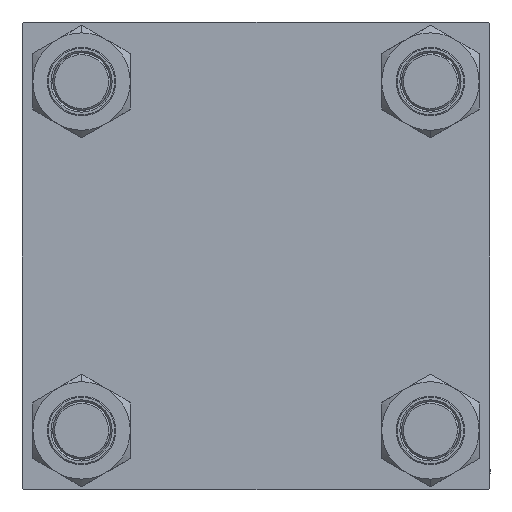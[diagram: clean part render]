
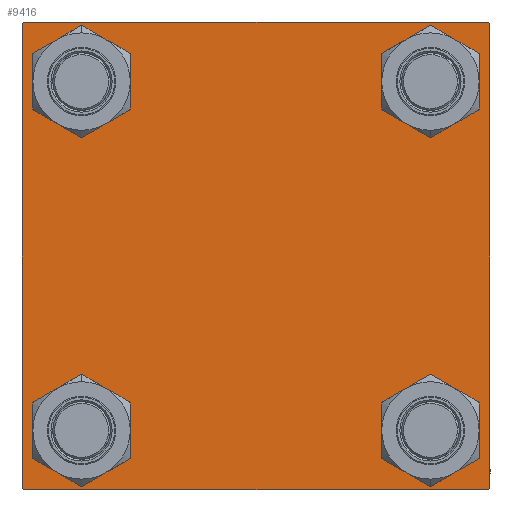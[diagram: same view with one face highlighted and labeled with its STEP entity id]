
A CAD part, left-side view. The second image highlights one B-rep face of the part: STEP entity #9416.
In plain terms, the highlighted planar face has unit normal (-1, 0, 0).
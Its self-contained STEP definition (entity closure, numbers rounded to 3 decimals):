
#60 = DIRECTION ( 'NONE',  ( 0., 0., 1. ) ) ;
#551 = ORIENTED_EDGE ( 'NONE', *, *, #39045, .T. ) ;
#964 = AXIS2_PLACEMENT_3D ( 'NONE', #7820, #18750, #3931 ) ;
#1093 = CIRCLE ( 'NONE', #36579, 8.5 ) ;
#1383 = VERTEX_POINT ( 'NONE', #1704 ) ;
#1433 = CARTESIAN_POINT ( 'NONE',  ( 0., 65., 65. ) ) ;
#1503 = CIRCLE ( 'NONE', #28705, 8.5 ) ;
#1557 = CIRCLE ( 'NONE', #41997, 8.5 ) ;
#1704 = CARTESIAN_POINT ( 'NONE',  ( 0., -48.45, -39.95 ) ) ;
#1915 = EDGE_CURVE ( 'NONE', #44399, #34509, #31803, .T. ) ;
#1921 = CARTESIAN_POINT ( 'NONE',  ( 0., 48.45, -48.45 ) ) ;
#2317 = EDGE_CURVE ( 'NONE', #44399, #48728, #39707, .T. ) ;
#2596 = VECTOR ( 'NONE', #28045, 1000. ) ;
#2616 = VECTOR ( 'NONE', #15795, 1000. ) ;
#2766 = FACE_BOUND ( 'NONE', #31430, .T. ) ;
#3659 = VERTEX_POINT ( 'NONE', #40056 ) ;
#3764 = PLANE ( 'NONE',  #25833 ) ;
#3931 = DIRECTION ( 'NONE',  ( 0., 0., 1. ) ) ;
#4540 = CARTESIAN_POINT ( 'NONE',  ( 0., -48.45, 48.45 ) ) ;
#4633 = EDGE_CURVE ( 'NONE', #8047, #10932, #29926, .T. ) ;
#4827 = CARTESIAN_POINT ( 'NONE',  ( 0., -64.75, 64.75 ) ) ;
#5109 = CIRCLE ( 'NONE', #28294, 8.5 ) ;
#5220 = DIRECTION ( 'NONE',  ( 1., 0., 0. ) ) ;
#5722 = EDGE_CURVE ( 'NONE', #28441, #21206, #5109, .T. ) ;
#5734 = ORIENTED_EDGE ( 'NONE', *, *, #16754, .T. ) ;
#5783 = VERTEX_POINT ( 'NONE', #21534 ) ;
#5847 = DIRECTION ( 'NONE',  ( 0., 0., 1. ) ) ;
#6063 = EDGE_CURVE ( 'NONE', #21206, #28441, #1093, .T. ) ;
#6070 = ORIENTED_EDGE ( 'NONE', *, *, #30882, .T. ) ;
#6323 = LINE ( 'NONE', #48438, #25012 ) ;
#6710 = CARTESIAN_POINT ( 'NONE',  ( 0., 64.5, 65. ) ) ;
#6908 = CARTESIAN_POINT ( 'NONE',  ( 0., 0., 0. ) ) ;
#7784 = CARTESIAN_POINT ( 'NONE',  ( 0., -48.45, 48.45 ) ) ;
#7820 = CARTESIAN_POINT ( 'NONE',  ( 0., 48.45, 48.45 ) ) ;
#7901 = DIRECTION ( 'NONE',  ( 1., 0., 0. ) ) ;
#8047 = VERTEX_POINT ( 'NONE', #49090 ) ;
#8236 = EDGE_LOOP ( 'NONE', ( #11549, #15910 ) ) ;
#8387 = VECTOR ( 'NONE', #20560, 1000. ) ;
#8872 = CARTESIAN_POINT ( 'NONE',  ( 0., -48.45, -48.45 ) ) ;
#9414 = DIRECTION ( 'NONE',  ( 0., 0., 1. ) ) ;
#9416 = ADVANCED_FACE ( 'NONE', ( #44895, #34024, #2766, #31382, #42305 ), #3764, .T. ) ;
#9693 = EDGE_CURVE ( 'NONE', #23648, #5783, #6323, .T. ) ;
#10056 = VERTEX_POINT ( 'NONE', #33633 ) ;
#10385 = CARTESIAN_POINT ( 'NONE',  ( 0., 64.75, -64.75 ) ) ;
#10777 = DIRECTION ( 'NONE',  ( -1., 0., 0. ) ) ;
#10878 = ORIENTED_EDGE ( 'NONE', *, *, #6063, .T. ) ;
#10932 = VERTEX_POINT ( 'NONE', #13220 ) ;
#11549 = ORIENTED_EDGE ( 'NONE', *, *, #4633, .T. ) ;
#12183 = CARTESIAN_POINT ( 'NONE',  ( 0., -48.45, -48.45 ) ) ;
#12554 = LINE ( 'NONE', #1433, #2596 ) ;
#13036 = DIRECTION ( 'NONE',  ( 0., 0.707, -0.707 ) ) ;
#13220 = CARTESIAN_POINT ( 'NONE',  ( 0., -48.45, 39.95 ) ) ;
#13344 = CARTESIAN_POINT ( 'NONE',  ( 0., 48.45, 48.45 ) ) ;
#13532 = CARTESIAN_POINT ( 'NONE',  ( 0., 48.45, 39.95 ) ) ;
#15026 = DIRECTION ( 'NONE',  ( 0., -1., 0. ) ) ;
#15634 = DIRECTION ( 'NONE',  ( 0., 0., 1. ) ) ;
#15795 = DIRECTION ( 'NONE',  ( 0., 0., -1. ) ) ;
#15910 = ORIENTED_EDGE ( 'NONE', *, *, #19335, .T. ) ;
#15976 = CARTESIAN_POINT ( 'NONE',  ( 0., 65., -65. ) ) ;
#16165 = ORIENTED_EDGE ( 'NONE', *, *, #2317, .T. ) ;
#16306 = DIRECTION ( 'NONE',  ( 1., 0., 0. ) ) ;
#16754 = EDGE_CURVE ( 'NONE', #3659, #30313, #31979, .T. ) ;
#16874 = ORIENTED_EDGE ( 'NONE', *, *, #29321, .T. ) ;
#17021 = ORIENTED_EDGE ( 'NONE', *, *, #9693, .T. ) ;
#18750 = DIRECTION ( 'NONE',  ( 1., 0., 0. ) ) ;
#19096 = CIRCLE ( 'NONE', #964, 8.5 ) ;
#19141 = CARTESIAN_POINT ( 'NONE',  ( 0., 65., 65. ) ) ;
#19168 = CARTESIAN_POINT ( 'NONE',  ( 0., -65., 65. ) ) ;
#19335 = EDGE_CURVE ( 'NONE', #10932, #8047, #1557, .T. ) ;
#19645 = DIRECTION ( 'NONE',  ( 1., 0., 0. ) ) ;
#19792 = EDGE_CURVE ( 'NONE', #23648, #48728, #38793, .T. ) ;
#20219 = AXIS2_PLACEMENT_3D ( 'NONE', #8872, #21003, #37302 ) ;
#20275 = DIRECTION ( 'NONE',  ( 0., 0., 1. ) ) ;
#20560 = DIRECTION ( 'NONE',  ( 0., 0.707, 0.707 ) ) ;
#20606 = LINE ( 'NONE', #44660, #31431 ) ;
#20963 = DIRECTION ( 'NONE',  ( 0., 0., 1. ) ) ;
#21003 = DIRECTION ( 'NONE',  ( 1., 0., 0. ) ) ;
#21206 = VERTEX_POINT ( 'NONE', #33523 ) ;
#21472 = CARTESIAN_POINT ( 'NONE',  ( 0., -64.5, 65. ) ) ;
#21534 = CARTESIAN_POINT ( 'NONE',  ( 0., 65., 64.5 ) ) ;
#21604 = VERTEX_POINT ( 'NONE', #48860 ) ;
#23316 = ORIENTED_EDGE ( 'NONE', *, *, #42926, .T. ) ;
#23648 = VERTEX_POINT ( 'NONE', #6710 ) ;
#24744 = DIRECTION ( 'NONE',  ( 0., -0.707, 0.707 ) ) ;
#24821 = ORIENTED_EDGE ( 'NONE', *, *, #5722, .T. ) ;
#24835 = CARTESIAN_POINT ( 'NONE',  ( 0., 48.45, -48.45 ) ) ;
#24964 = DIRECTION ( 'NONE',  ( 1., 0., 0. ) ) ;
#24977 = AXIS2_PLACEMENT_3D ( 'NONE', #7784, #19645, #39550 ) ;
#25012 = VECTOR ( 'NONE', #13036, 1000. ) ;
#25833 = AXIS2_PLACEMENT_3D ( 'NONE', #6908, #10777, #15634 ) ;
#26220 = EDGE_CURVE ( 'NONE', #47577, #10056, #19096, .T. ) ;
#26569 = ORIENTED_EDGE ( 'NONE', *, *, #48038, .T. ) ;
#27989 = EDGE_LOOP ( 'NONE', ( #551, #23316 ) ) ;
#28045 = DIRECTION ( 'NONE',  ( 0., 0., -1. ) ) ;
#28107 = DIRECTION ( 'NONE',  ( 0., -1., 0. ) ) ;
#28294 = AXIS2_PLACEMENT_3D ( 'NONE', #1921, #37060, #9414 ) ;
#28441 = VERTEX_POINT ( 'NONE', #35866 ) ;
#28684 = VECTOR ( 'NONE', #28107, 1000. ) ;
#28705 = AXIS2_PLACEMENT_3D ( 'NONE', #12183, #16306, #60 ) ;
#29321 = EDGE_CURVE ( 'NONE', #30313, #34509, #20606, .T. ) ;
#29409 = EDGE_LOOP ( 'NONE', ( #31648, #6070, #5734, #16874, #47706, #16165, #46146, #17021 ) ) ;
#29685 = EDGE_CURVE ( 'NONE', #5783, #21604, #12554, .T. ) ;
#29926 = CIRCLE ( 'NONE', #24977, 8.5 ) ;
#30313 = VERTEX_POINT ( 'NONE', #36857 ) ;
#30318 = CARTESIAN_POINT ( 'NONE',  ( 0., -65., 64.5 ) ) ;
#30882 = EDGE_CURVE ( 'NONE', #21604, #3659, #46287, .T. ) ;
#31382 = FACE_BOUND ( 'NONE', #49754, .T. ) ;
#31430 = EDGE_LOOP ( 'NONE', ( #24821, #10878 ) ) ;
#31431 = VECTOR ( 'NONE', #24744, 1000. ) ;
#31648 = ORIENTED_EDGE ( 'NONE', *, *, #29685, .T. ) ;
#31803 = LINE ( 'NONE', #19168, #2616 ) ;
#31979 = LINE ( 'NONE', #15976, #28684 ) ;
#33523 = CARTESIAN_POINT ( 'NONE',  ( 0., 48.45, -56.95 ) ) ;
#33633 = CARTESIAN_POINT ( 'NONE',  ( 0., 48.45, 56.95 ) ) ;
#33704 = VERTEX_POINT ( 'NONE', #47317 ) ;
#34024 = FACE_BOUND ( 'NONE', #27989, .T. ) ;
#34509 = VERTEX_POINT ( 'NONE', #42005 ) ;
#34660 = CIRCLE ( 'NONE', #42089, 8.5 ) ;
#35866 = CARTESIAN_POINT ( 'NONE',  ( 0., 48.45, -39.95 ) ) ;
#36579 = AXIS2_PLACEMENT_3D ( 'NONE', #24835, #5220, #20963 ) ;
#36857 = CARTESIAN_POINT ( 'NONE',  ( 0., -64.5, -65. ) ) ;
#37060 = DIRECTION ( 'NONE',  ( 1., 0., 0. ) ) ;
#37302 = DIRECTION ( 'NONE',  ( 0., 0., 1. ) ) ;
#38793 = LINE ( 'NONE', #19141, #46957 ) ;
#39045 = EDGE_CURVE ( 'NONE', #1383, #33704, #50792, .T. ) ;
#39550 = DIRECTION ( 'NONE',  ( 0., 0., 1. ) ) ;
#39707 = LINE ( 'NONE', #4827, #8387 ) ;
#40056 = CARTESIAN_POINT ( 'NONE',  ( 0., 64.5, -65. ) ) ;
#41997 = AXIS2_PLACEMENT_3D ( 'NONE', #4540, #7901, #20275 ) ;
#42005 = CARTESIAN_POINT ( 'NONE',  ( 0., -65., -64.5 ) ) ;
#42089 = AXIS2_PLACEMENT_3D ( 'NONE', #13344, #24964, #5847 ) ;
#42252 = VECTOR ( 'NONE', #46029, 1000. ) ;
#42305 = FACE_OUTER_BOUND ( 'NONE', #29409, .T. ) ;
#42926 = EDGE_CURVE ( 'NONE', #33704, #1383, #1503, .T. ) ;
#43602 = ORIENTED_EDGE ( 'NONE', *, *, #26220, .T. ) ;
#44399 = VERTEX_POINT ( 'NONE', #30318 ) ;
#44660 = CARTESIAN_POINT ( 'NONE',  ( 0., -64.75, -64.75 ) ) ;
#44895 = FACE_BOUND ( 'NONE', #8236, .T. ) ;
#46029 = DIRECTION ( 'NONE',  ( 0., -0.707, -0.707 ) ) ;
#46146 = ORIENTED_EDGE ( 'NONE', *, *, #19792, .F. ) ;
#46287 = LINE ( 'NONE', #10385, #42252 ) ;
#46957 = VECTOR ( 'NONE', #15026, 1000. ) ;
#47317 = CARTESIAN_POINT ( 'NONE',  ( 0., -48.45, -56.95 ) ) ;
#47577 = VERTEX_POINT ( 'NONE', #13532 ) ;
#47706 = ORIENTED_EDGE ( 'NONE', *, *, #1915, .F. ) ;
#48038 = EDGE_CURVE ( 'NONE', #10056, #47577, #34660, .T. ) ;
#48438 = CARTESIAN_POINT ( 'NONE',  ( 0., 64.75, 64.75 ) ) ;
#48728 = VERTEX_POINT ( 'NONE', #21472 ) ;
#48860 = CARTESIAN_POINT ( 'NONE',  ( 0., 65., -64.5 ) ) ;
#49090 = CARTESIAN_POINT ( 'NONE',  ( 0., -48.45, 56.95 ) ) ;
#49754 = EDGE_LOOP ( 'NONE', ( #26569, #43602 ) ) ;
#50792 = CIRCLE ( 'NONE', #20219, 8.5 ) ;
